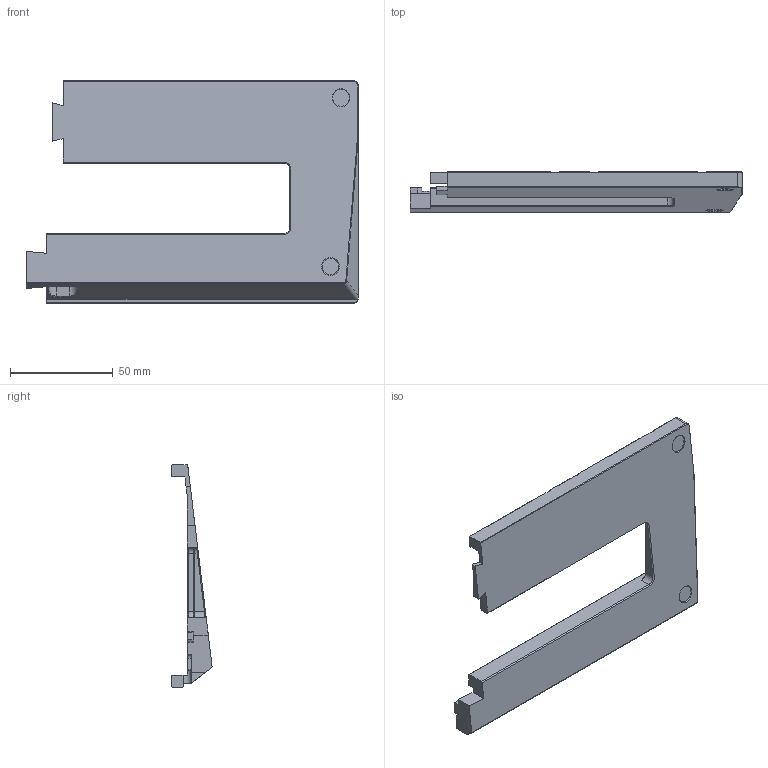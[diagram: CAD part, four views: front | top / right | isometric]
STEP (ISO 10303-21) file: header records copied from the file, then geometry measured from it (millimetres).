
FILE_DESCRIPTION(/* description */ (''),/* implementation_level */ '2;1');
FILE_NAME(/* name */ 'bottomright.stp',/* time_stamp */ '2023-11-01T19:19:57-05:00',/* author */ ('Eric'),/* organization */ (''),/* preprocessor_version */ 'ST-DEVELOPER v19',/* originating_system */ 'Autodesk Inventor 2023',/* authorisation */ '');
FILE_SCHEMA (('AUTOMOTIVE_DESIGN { 1 0 10303 214 3 1 1 }'));
Length unit declared in the file: inch
Products named in the file (1): bottomright
Bounding box: 161.22 x 19.53 x 107.95 mm (x, y, z)
Volume: 72984.3 mm3; surface area: 34605.2 mm2
Topology: 1 solids, 1 shells, 416 faces, 1062 edges, 660 vertices
Faces by surface type: plane 199, cylinder 108, cone 78, bspline 31
Full cylindrical faces by diameter (mm): 2.5 x2, 6.5 x4, 8.2 x2
Entity records: 13515 total; most frequent: CARTESIAN_POINT 3018, ORIENTED_EDGE 2120, DIRECTION 2063, EDGE_CURVE 1060, AXIS2_PLACEMENT_3D 690, LINE 683, VECTOR 683, VERTEX_POINT 660
